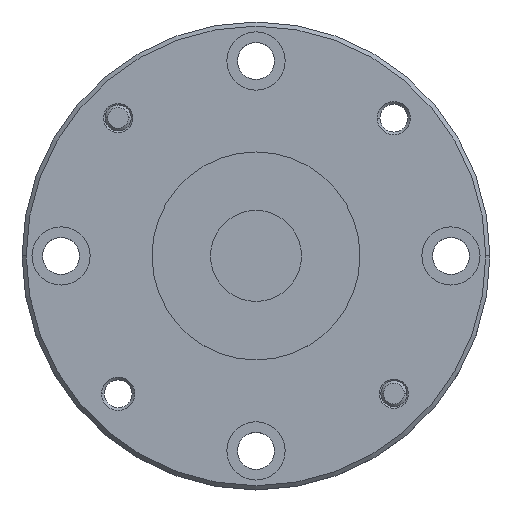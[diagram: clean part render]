
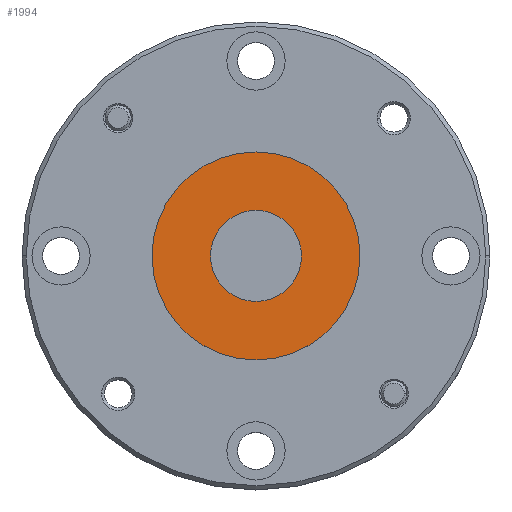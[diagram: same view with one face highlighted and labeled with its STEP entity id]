
A CAD part, top view. The second image highlights one B-rep face of the part: STEP entity #1994.
In plain terms, the highlighted planar face has unit normal (0, 0, 1).
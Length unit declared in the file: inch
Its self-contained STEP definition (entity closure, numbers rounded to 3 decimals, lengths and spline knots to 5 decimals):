
#87 = CIRCLE ( 'NONE', #1917, 0.1095 ) ;
#115 = FACE_OUTER_BOUND ( 'NONE', #974, .T. ) ;
#125 = PLANE ( 'NONE',  #1975 ) ;
#129 = CARTESIAN_POINT ( 'NONE',  ( 0.1095, 0., 0.63 ) ) ;
#199 = FACE_BOUND ( 'NONE', #672, .T. ) ;
#204 = ORIENTED_EDGE ( 'NONE', *, *, #1774, .T. ) ;
#237 = CARTESIAN_POINT ( 'NONE',  ( 0., 0., 0.63 ) ) ;
#260 = EDGE_CURVE ( 'NONE', #737, #1298, #906, .T. ) ;
#340 = DIRECTION ( 'NONE',  ( 1., 0., 0. ) ) ;
#454 = DIRECTION ( 'NONE',  ( 0., 0., 1. ) ) ;
#503 = CARTESIAN_POINT ( 'NONE',  ( 0.25, 0., 0.63 ) ) ;
#527 = ORIENTED_EDGE ( 'NONE', *, *, #734, .F. ) ;
#553 = VERTEX_POINT ( 'NONE', #1440 ) ;
#581 = DIRECTION ( 'NONE',  ( 1., 0., 0. ) ) ;
#672 = EDGE_LOOP ( 'NONE', ( #760, #527 ) ) ;
#673 = AXIS2_PLACEMENT_3D ( 'NONE', #2151, #1337, #340 ) ;
#718 = DIRECTION ( 'NONE',  ( 0., 0., 1. ) ) ;
#734 = EDGE_CURVE ( 'NONE', #553, #1894, #2113, .T. ) ;
#737 = VERTEX_POINT ( 'NONE', #503 ) ;
#749 = AXIS2_PLACEMENT_3D ( 'NONE', #1923, #941, #965 ) ;
#760 = ORIENTED_EDGE ( 'NONE', *, *, #1457, .F. ) ;
#906 = CIRCLE ( 'NONE', #749, 0.25 ) ;
#941 = DIRECTION ( 'NONE',  ( 0., 0., 1. ) ) ;
#965 = DIRECTION ( 'NONE',  ( 1., 0., 0. ) ) ;
#974 = EDGE_LOOP ( 'NONE', ( #1254, #204 ) ) ;
#994 = CARTESIAN_POINT ( 'NONE',  ( -0.25, 0., 0.63 ) ) ;
#1094 = DIRECTION ( 'NONE',  ( 0., 0., 1. ) ) ;
#1254 = ORIENTED_EDGE ( 'NONE', *, *, #260, .T. ) ;
#1298 = VERTEX_POINT ( 'NONE', #994 ) ;
#1311 = AXIS2_PLACEMENT_3D ( 'NONE', #1576, #1094, #581 ) ;
#1337 = DIRECTION ( 'NONE',  ( 0., 0., 1. ) ) ;
#1440 = CARTESIAN_POINT ( 'NONE',  ( -0.1095, 0., 0.63 ) ) ;
#1454 = CARTESIAN_POINT ( 'NONE',  ( 0.1095, 0., 0.63 ) ) ;
#1457 = EDGE_CURVE ( 'NONE', #1894, #553, #87, .T. ) ;
#1558 = DIRECTION ( 'NONE',  ( 1., 0., 0. ) ) ;
#1576 = CARTESIAN_POINT ( 'NONE',  ( 0., 0., 0.63 ) ) ;
#1615 = DIRECTION ( 'NONE',  ( 1., 0., 0. ) ) ;
#1673 = CIRCLE ( 'NONE', #1311, 0.25 ) ;
#1774 = EDGE_CURVE ( 'NONE', #1298, #737, #1673, .T. ) ;
#1894 = VERTEX_POINT ( 'NONE', #129 ) ;
#1917 = AXIS2_PLACEMENT_3D ( 'NONE', #237, #718, #1558 ) ;
#1923 = CARTESIAN_POINT ( 'NONE',  ( 0., 0., 0.63 ) ) ;
#1975 = AXIS2_PLACEMENT_3D ( 'NONE', #1454, #454, #1615 ) ;
#1994 = ADVANCED_FACE ( 'NONE', ( #199, #115 ), #125, .T. ) ;
#2113 = CIRCLE ( 'NONE', #673, 0.1095 ) ;
#2151 = CARTESIAN_POINT ( 'NONE',  ( 0., 0., 0.63 ) ) ;
